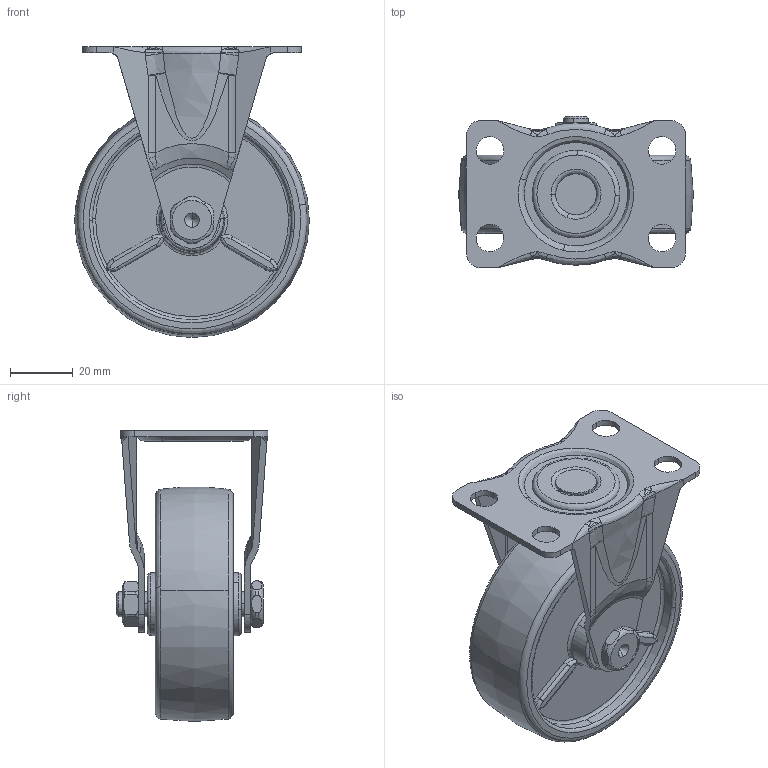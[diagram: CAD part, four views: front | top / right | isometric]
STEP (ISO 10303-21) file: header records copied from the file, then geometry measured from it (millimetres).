
FILE_DESCRIPTION((''),'2;1');
FILE_NAME('','2005-12-16T10:55:43',(''),(''),'','CADfix','');
FILE_SCHEMA(('AUTOMOTIVE_DESIGN'));
Length unit declared in the file: millimetre
Products named in the file (4): wheel; body; axle; 320SR_N75_8413_36
Assembly tree (3 placements, depth 2):
  320SR_N75_8413_36
    wheel
    body
    axle
Bounding box: 75 x 48.5 x 93 mm (x, y, z)
Volume: 98072.5 mm3; surface area: 34019.6 mm2
Topology: 3 solids, 3 shells, 333 faces, 971 edges, 641 vertices
Faces by surface type: bspline 333
Entity records: 15012 total; most frequent: CARTESIAN_POINT 9831, ORIENTED_EDGE 1914, EDGE_CURVE 957, VERTEX_POINT 641, EDGE_LOOP 358, FACE_OUTER_BOUND 333, ADVANCED_FACE 333, QUASI_UNIFORM_CURVE 256
